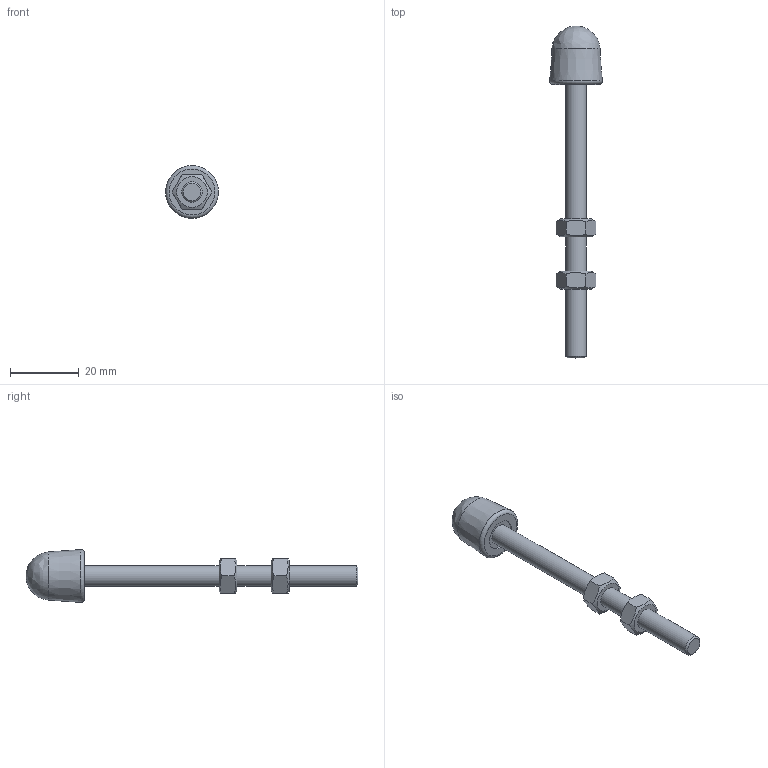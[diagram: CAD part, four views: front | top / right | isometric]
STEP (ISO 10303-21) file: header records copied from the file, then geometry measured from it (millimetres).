
FILE_DESCRIPTION(/* description */ (''),/* implementation_level */ '2;1');
FILE_NAME(/* name */ 'NR680.stp',/* time_stamp */ '2021-10-29T12:52:32+01:00',/* author */ ('Sandfield Engineering'),/* organization */ ('Sandfield Engineering'),/* preprocessor_version */ 'ST-DEVELOPER v18.1',/* originating_system */ 'Autodesk Inventor 2021',/* authorisation */ '');
FILE_SCHEMA (('AUTOMOTIVE_DESIGN { 1 0 10303 214 3 1 1 }'));
Length unit declared in the file: millimetre
Products named in the file (1): NR680
Bounding box: 15.35 x 96.5 x 15.35 mm (x, y, z)
Volume: 5215.6 mm3; surface area: 2859.2 mm2
Topology: 1 solids, 2 shells, 34 faces, 81 edges, 55 vertices
Faces by surface type: plane 20, cone 7, cylinder 5, torus 1, bspline 1
Full cylindrical faces by diameter (mm): 4.917 x1, 6 x3, 9 x1
Entity records: 1074 total; most frequent: CARTESIAN_POINT 243, ORIENTED_EDGE 158, DIRECTION 154, EDGE_CURVE 79, AXIS2_PLACEMENT_3D 65, VERTEX_POINT 55, EDGE_LOOP 40, FACE_OUTER_BOUND 34
